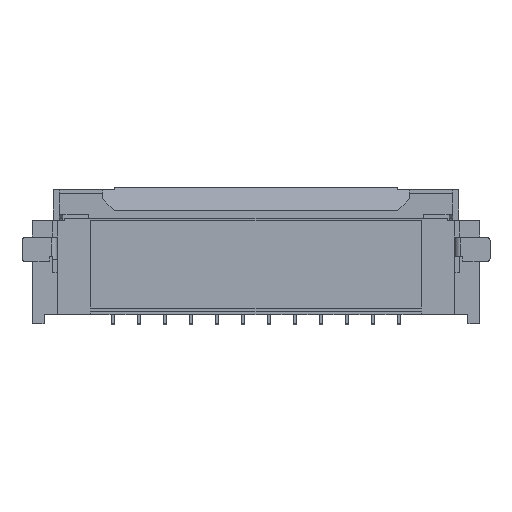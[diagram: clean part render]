
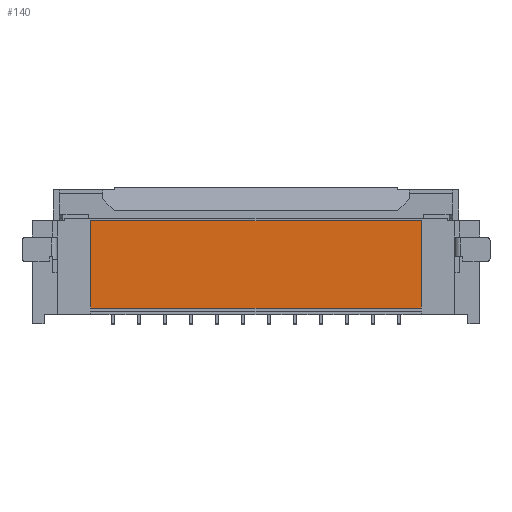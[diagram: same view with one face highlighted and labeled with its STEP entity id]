
A CAD part, front view. The second image highlights one B-rep face of the part: STEP entity #140.
In plain terms, the highlighted planar face has unit normal (0, -1, 0).
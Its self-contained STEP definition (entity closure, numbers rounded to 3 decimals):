
#140=ADVANCED_FACE('',(#1087),#1088,.T.);
#1087=FACE_OUTER_BOUND('',#2866,.T.);
#1088=PLANE('',#2867);
#2866=EDGE_LOOP('',(#4840,#4841,#4842,#4843));
#2867=AXIS2_PLACEMENT_3D('',#4844,#4845,#4846);
#4840=ORIENTED_EDGE('',*,*,#12559,.T.);
#4841=ORIENTED_EDGE('',*,*,#12560,.F.);
#4842=ORIENTED_EDGE('',*,*,#12530,.F.);
#4843=ORIENTED_EDGE('',*,*,#12558,.T.);
#4844=CARTESIAN_POINT('',(-8.6,0.0,2.7));
#4845=DIRECTION('',(0.0,-1.0,0.0));
#4846=DIRECTION('',(0.0,0.0,-1.0));
#12530=EDGE_CURVE('',#15260,#15261,#15262,.T.);
#12558=EDGE_CURVE('',#15260,#15311,#15313,.T.);
#12559=EDGE_CURVE('',#15311,#15314,#15315,.T.);
#12560=EDGE_CURVE('',#15261,#15314,#15316,.T.);
#15260=VERTEX_POINT('',#19608);
#15261=VERTEX_POINT('',#19609);
#15262=LINE('',#19610,#19611);
#15311=VERTEX_POINT('',#19686);
#15313=LINE('',#19689,#19690);
#15314=VERTEX_POINT('',#19691);
#15315=LINE('',#19692,#19693);
#15316=LINE('',#19694,#19695);
#19608=CARTESIAN_POINT('',(-6.365,0.0,2.7));
#19609=CARTESIAN_POINT('',(6.365,0.0,2.7));
#19610=CARTESIAN_POINT('',(-6.365,0.0,2.7));
#19611=VECTOR('',#26234,12.73);
#19686=CARTESIAN_POINT('',(-6.365,0.0,-0.65));
#19689=CARTESIAN_POINT('',(-6.365,0.0,2.7));
#19690=VECTOR('',#26262,3.35);
#19691=CARTESIAN_POINT('',(6.365,0.0,-0.65));
#19692=CARTESIAN_POINT('',(-6.365,0.0,-0.65));
#19693=VECTOR('',#26263,12.73);
#19694=CARTESIAN_POINT('',(6.365,0.0,2.7));
#19695=VECTOR('',#26264,3.35);
#26234=DIRECTION('',(1.0,0.0,0.0));
#26262=DIRECTION('',(0.0,0.0,-1.0));
#26263=DIRECTION('',(1.0,0.0,0.0));
#26264=DIRECTION('',(0.0,0.0,-1.0));
